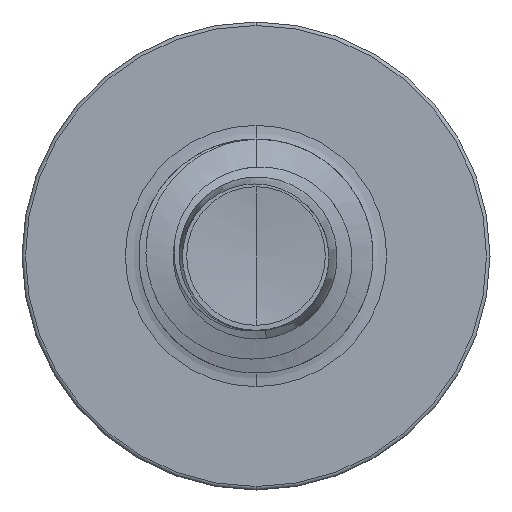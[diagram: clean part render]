
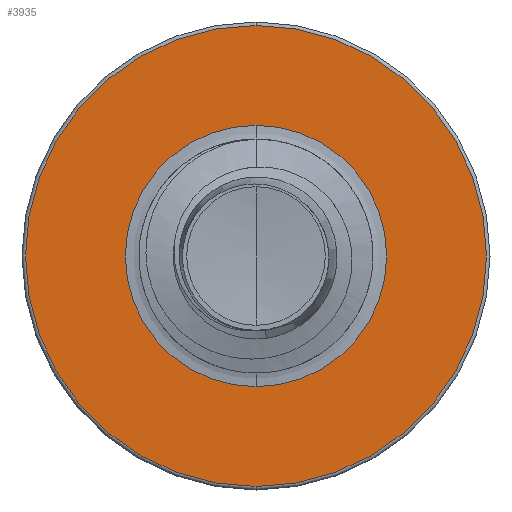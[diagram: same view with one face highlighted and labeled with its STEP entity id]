
A CAD part, front view. The second image highlights one B-rep face of the part: STEP entity #3935.
In plain terms, the highlighted planar face has unit normal (0, -1, 0).
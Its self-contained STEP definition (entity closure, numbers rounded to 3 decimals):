
#339 = CIRCLE ( 'NONE', #11940, 0.558 ) ;
#916 = AXIS2_PLACEMENT_3D ( 'NONE', #10673, #966, #8404 ) ;
#966 = DIRECTION ( 'NONE',  ( 0., 1., 0. ) ) ;
#1153 = CARTESIAN_POINT ( 'NONE',  ( 0., 2., 0. ) ) ;
#1691 = VERTEX_POINT ( 'NONE', #7347 ) ;
#1693 = VERTEX_POINT ( 'NONE', #12531 ) ;
#2055 = EDGE_CURVE ( 'NONE', #1693, #10700, #2181, .T. ) ;
#2181 = CIRCLE ( 'NONE', #10299, 0.985 ) ;
#2324 = DIRECTION ( 'NONE',  ( 0., 0., 1. ) ) ;
#2632 = CARTESIAN_POINT ( 'NONE',  ( 0., 2., 0. ) ) ;
#3108 = EDGE_CURVE ( 'NONE', #10700, #1693, #9838, .T. ) ;
#3822 = DIRECTION ( 'NONE',  ( 0., 0., 1. ) ) ;
#3935 = ADVANCED_FACE ( 'NONE', ( #4366, #4744 ), #6525, .F. ) ;
#4349 = EDGE_CURVE ( 'NONE', #10493, #1691, #12216, .T. ) ;
#4366 = FACE_OUTER_BOUND ( 'NONE', #10835, .T. ) ;
#4744 = FACE_BOUND ( 'NONE', #8729, .T. ) ;
#5490 = CARTESIAN_POINT ( 'NONE',  ( 0., 2., 0. ) ) ;
#5987 = DIRECTION ( 'NONE',  ( 0., 1., 0. ) ) ;
#6504 = DIRECTION ( 'NONE',  ( 0., 0., 1. ) ) ;
#6525 = PLANE ( 'NONE',  #916 ) ;
#7214 = CARTESIAN_POINT ( 'NONE',  ( 0., 2., 0.558 ) ) ;
#7347 = CARTESIAN_POINT ( 'NONE',  ( 0., 2., -0.558 ) ) ;
#8404 = DIRECTION ( 'NONE',  ( 0., 0., 1. ) ) ;
#8539 = DIRECTION ( 'NONE',  ( 0., 1., 0. ) ) ;
#8694 = AXIS2_PLACEMENT_3D ( 'NONE', #11063, #5987, #12065 ) ;
#8729 = EDGE_LOOP ( 'NONE', ( #10354, #10409 ) ) ;
#9109 = CARTESIAN_POINT ( 'NONE',  ( 0., 2., 0.985 ) ) ;
#9587 = DIRECTION ( 'NONE',  ( 0., 1., 0. ) ) ;
#9643 = AXIS2_PLACEMENT_3D ( 'NONE', #2632, #9587, #3822 ) ;
#9838 = CIRCLE ( 'NONE', #9643, 0.985 ) ;
#10278 = ORIENTED_EDGE ( 'NONE', *, *, #3108, .F. ) ;
#10299 = AXIS2_PLACEMENT_3D ( 'NONE', #1153, #8539, #2324 ) ;
#10307 = ORIENTED_EDGE ( 'NONE', *, *, #2055, .F. ) ;
#10354 = ORIENTED_EDGE ( 'NONE', *, *, #4349, .T. ) ;
#10409 = ORIENTED_EDGE ( 'NONE', *, *, #10778, .T. ) ;
#10493 = VERTEX_POINT ( 'NONE', #7214 ) ;
#10673 = CARTESIAN_POINT ( 'NONE',  ( 0., 2., -0.558 ) ) ;
#10700 = VERTEX_POINT ( 'NONE', #9109 ) ;
#10778 = EDGE_CURVE ( 'NONE', #1691, #10493, #339, .T. ) ;
#10835 = EDGE_LOOP ( 'NONE', ( #10278, #10307 ) ) ;
#11063 = CARTESIAN_POINT ( 'NONE',  ( 0., 2., 0. ) ) ;
#11605 = DIRECTION ( 'NONE',  ( 0., 1., 0. ) ) ;
#11940 = AXIS2_PLACEMENT_3D ( 'NONE', #5490, #11605, #6504 ) ;
#12065 = DIRECTION ( 'NONE',  ( 0., 0., 1. ) ) ;
#12216 = CIRCLE ( 'NONE', #8694, 0.558 ) ;
#12531 = CARTESIAN_POINT ( 'NONE',  ( 0., 2., -0.985 ) ) ;
